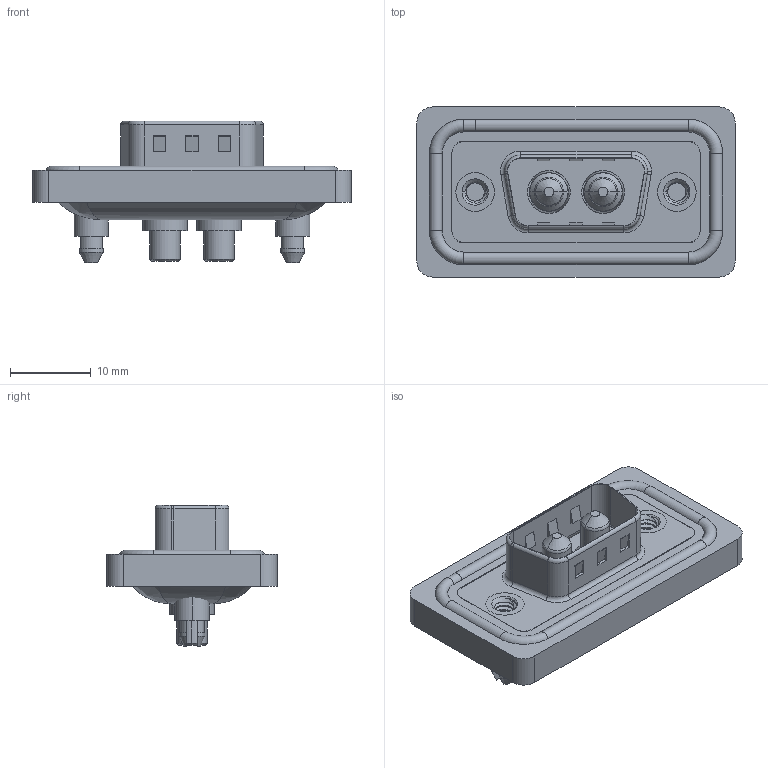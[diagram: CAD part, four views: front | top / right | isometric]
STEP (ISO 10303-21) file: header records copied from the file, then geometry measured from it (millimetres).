
FILE_DESCRIPTION (( 'STEP AP203' ), '1' );
FILE_NAME ('627W2W2-124-4N5.STEP', '2024-03-20T13:56:46', ( '' ), ( '' ), 'SwSTEP 2.0', 'SolidWorks 2023', '' );
FILE_SCHEMA (( 'CONFIG_CONTROL_DESIGN' ));
Length unit declared in the file: millimetre
Products named in the file (7): 627Combo Waterproof Housing_09 Contacts; 627Combo Threaded Boardlock_5; 627Combo Shell Rear_09 Contacts; 627Combo Shell Front_09 Contacts; Power Pin_40A S; 627Combo Housing_2W2; 627W2W2-124-4N5
Assembly tree (8 placements, depth 2):
  627W2W2-124-4N5
    627Combo Housing_2W2
    627Combo Waterproof Housing_09 Contacts
    627Combo Shell Rear_09 Contacts
    627Combo Shell Front_09 Contacts
    627Combo Threaded Boardlock_5  x2
    Power Pin_40A S  x2
Bounding box: 39.5 x 21.1 x 17.6 mm (x, y, z)
Volume: 4631.1 mm3; surface area: 7338.7 mm2
Topology: 11 solids, 11 shells, 539 faces, 1317 edges, 823 vertices
Faces by surface type: cylinder 250, plane 181, torus 68, cone 28, bspline 12
Entity records: 15888 total; most frequent: CARTESIAN_POINT 4391, DIRECTION 2339, ORIENTED_EDGE 2184, EDGE_CURVE 1092, AXIS2_PLACEMENT_3D 893, VERTEX_POINT 686, VECTOR 553, LINE 553
